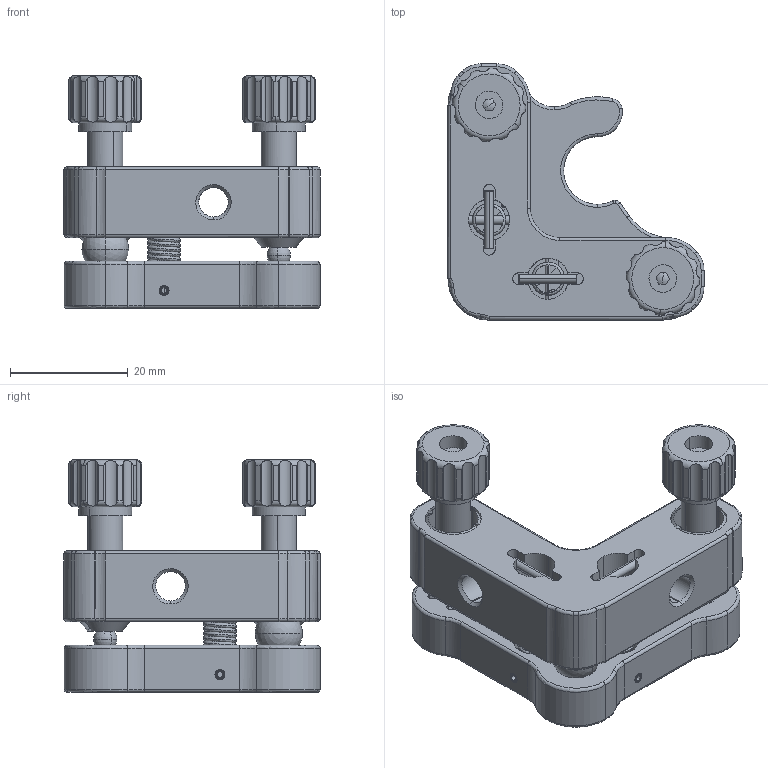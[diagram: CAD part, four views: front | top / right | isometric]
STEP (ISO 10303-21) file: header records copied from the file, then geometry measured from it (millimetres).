
FILE_DESCRIPTION (( 'STEP AP203' ), '1' );
FILE_NAME ('Web Model 17278_17278.step', '2021-05-20T14:57:05', ( '' ), ( '' ), 'SwSTEP 2.0', 'SolidWorks 2018', '' );
FILE_SCHEMA (( 'CONFIG_CONTROL_DESIGN' ));
Length unit declared in the file: millimetre
Products named in the file (1): Web Model 17278_17278
Bounding box: 43.5 x 43.5 x 39.5 mm (x, y, z)
Surface area: 12429.8 mm2 (no closed solid volume)
Topology: 0 solids, 24 shells, 502 faces, 1578 edges, 1114 vertices
Faces by surface type: cylinder 253, plane 112, torus 103, cone 18, sphere 12, bspline 4
Entity records: 27339 total; most frequent: CARTESIAN_POINT 16344, ORIENTED_EDGE 2994, EDGE_CURVE 1552, B_SPLINE_CURVE_WITH_KNOTS 1528, VERTEX_POINT 1114, DIRECTION 1022, EDGE_LOOP 579, AXIS2_PLACEMENT_3D 511
